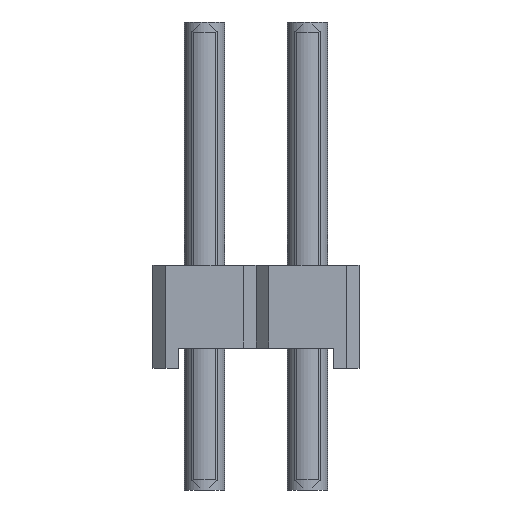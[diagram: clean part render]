
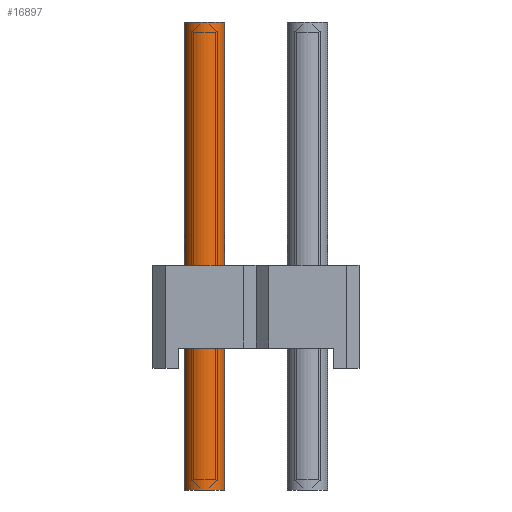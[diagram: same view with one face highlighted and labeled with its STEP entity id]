
A CAD part, left-side view. The second image highlights one B-rep face of the part: STEP entity #16897.
In plain terms, the highlighted cylindrical face has radius 0.5 mm (diameter 1 mm), a full revolution.
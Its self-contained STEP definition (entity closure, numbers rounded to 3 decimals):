
#319=CIRCLE('',#17796,0.5);
#320=CIRCLE('',#17797,0.5);
#924=CYLINDRICAL_SURFACE('',#17795,0.5);
#1333=ORIENTED_EDGE('',*,*,#6339,.F.);
#1334=ORIENTED_EDGE('',*,*,#6340,.T.);
#6339=EDGE_CURVE('',#8851,#8851,#319,.T.);
#6340=EDGE_CURVE('',#8852,#8852,#320,.T.);
#8851=VERTEX_POINT('',#24378);
#8852=VERTEX_POINT('',#24380);
#14359=EDGE_LOOP('',(#1333));
#14360=EDGE_LOOP('',(#1334));
#15355=FACE_BOUND('',#14359,.T.);
#15356=FACE_BOUND('',#14360,.T.);
#16897=ADVANCED_FACE('',(#15355,#15356),#924,.F.);
#17795=AXIS2_PLACEMENT_3D('',#24376,#19395,#19396);
#17796=AXIS2_PLACEMENT_3D('',#24377,#19397,#19398);
#17797=AXIS2_PLACEMENT_3D('',#24379,#19399,#19400);
#19395=DIRECTION('',(0.,0.,1.));
#19396=DIRECTION('',(1.,0.,0.));
#19397=DIRECTION('',(0.,0.,-1.));
#19398=DIRECTION('',(1.,0.,0.));
#19399=DIRECTION('',(0.,0.,-1.));
#19400=DIRECTION('',(1.,0.,0.));
#24376=CARTESIAN_POINT('',(0.,0.,0.));
#24377=CARTESIAN_POINT('',(0.,0.,11.54));
#24378=CARTESIAN_POINT('',(0.5,0.,11.54));
#24379=CARTESIAN_POINT('',(0.,0.,0.));
#24380=CARTESIAN_POINT('',(0.5,0.,0.));
